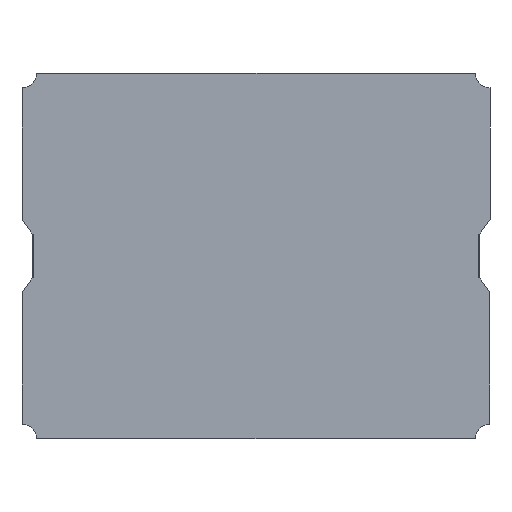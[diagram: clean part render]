
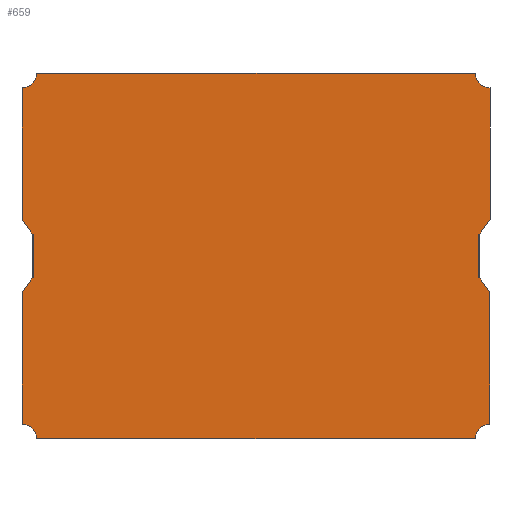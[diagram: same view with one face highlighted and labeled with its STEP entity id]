
A CAD part, front view. The second image highlights one B-rep face of the part: STEP entity #659.
In plain terms, the highlighted planar face has unit normal (0, -1, 0).
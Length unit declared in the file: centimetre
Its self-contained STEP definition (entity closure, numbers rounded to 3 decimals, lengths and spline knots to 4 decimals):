
#37=CIRCLE('',#701,0.01);
#38=CIRCLE('',#704,0.01);
#39=CIRCLE('',#707,0.01);
#40=CIRCLE('',#710,0.01);
#77=FACE_OUTER_BOUND('',#111,.T.);
#111=EDGE_LOOP('',(#580,#581,#582,#583,#584,#585,#586,#587,#588,#589,#590,
#591,#592,#593,#594,#595,#596,#597,#598,#599));
#115=LINE('',#899,#191);
#120=LINE('',#910,#196);
#122=LINE('',#913,#198);
#133=LINE('',#936,#209);
#138=LINE('',#947,#214);
#140=LINE('',#950,#216);
#149=LINE('',#969,#225);
#153=LINE('',#976,#229);
#156=LINE('',#982,#232);
#158=LINE('',#987,#234);
#160=LINE('',#991,#236);
#165=LINE('',#1000,#241);
#168=LINE('',#1006,#244);
#182=LINE('',#1059,#258);
#183=LINE('',#1064,#259);
#187=LINE('',#1073,#263);
#191=VECTOR('',#719,1.);
#196=VECTOR('',#728,1.);
#198=VECTOR('',#732,1.);
#209=VECTOR('',#747,1.);
#214=VECTOR('',#756,1.);
#216=VECTOR('',#760,1.);
#225=VECTOR('',#773,1.);
#229=VECTOR('',#779,1.);
#232=VECTOR('',#784,1.);
#234=VECTOR('',#788,1.);
#236=VECTOR('',#792,1.);
#241=VECTOR('',#799,1.);
#244=VECTOR('',#804,1.);
#258=VECTOR('',#866,1.);
#259=VECTOR('',#873,1.);
#263=VECTOR('',#883,1.);
#265=VERTEX_POINT('',#893);
#267=VERTEX_POINT('',#897);
#270=VERTEX_POINT('',#907);
#271=VERTEX_POINT('',#909);
#279=VERTEX_POINT('',#930);
#281=VERTEX_POINT('',#934);
#284=VERTEX_POINT('',#944);
#285=VERTEX_POINT('',#946);
#293=VERTEX_POINT('',#968);
#295=VERTEX_POINT('',#974);
#297=VERTEX_POINT('',#980);
#299=VERTEX_POINT('',#986);
#300=VERTEX_POINT('',#990);
#303=VERTEX_POINT('',#998);
#305=VERTEX_POINT('',#1004);
#319=VERTEX_POINT('',#1053);
#320=VERTEX_POINT('',#1057);
#321=VERTEX_POINT('',#1063);
#322=VERTEX_POINT('',#1067);
#323=VERTEX_POINT('',#1071);
#327=EDGE_CURVE('',#265,#267,#115,.T.);
#332=EDGE_CURVE('',#271,#270,#120,.T.);
#334=EDGE_CURVE('',#267,#271,#122,.T.);
#345=EDGE_CURVE('',#279,#281,#133,.T.);
#350=EDGE_CURVE('',#285,#284,#138,.T.);
#352=EDGE_CURVE('',#281,#285,#140,.T.);
#361=EDGE_CURVE('',#293,#265,#149,.T.);
#365=EDGE_CURVE('',#270,#295,#153,.T.);
#368=EDGE_CURVE('',#284,#297,#156,.T.);
#370=EDGE_CURVE('',#299,#279,#158,.T.);
#372=EDGE_CURVE('',#300,#293,#160,.T.);
#377=EDGE_CURVE('',#295,#303,#165,.T.);
#380=EDGE_CURVE('',#297,#305,#168,.T.);
#405=EDGE_CURVE('',#305,#319,#37,.T.);
#407=EDGE_CURVE('',#319,#320,#182,.T.);
#408=EDGE_CURVE('',#320,#300,#38,.T.);
#409=EDGE_CURVE('',#321,#299,#183,.T.);
#412=EDGE_CURVE('',#303,#322,#39,.T.);
#414=EDGE_CURVE('',#323,#322,#187,.T.);
#415=EDGE_CURVE('',#323,#321,#40,.T.);
#580=ORIENTED_EDGE('',*,*,#332,.T.);
#581=ORIENTED_EDGE('',*,*,#365,.T.);
#582=ORIENTED_EDGE('',*,*,#377,.T.);
#583=ORIENTED_EDGE('',*,*,#412,.T.);
#584=ORIENTED_EDGE('',*,*,#414,.F.);
#585=ORIENTED_EDGE('',*,*,#415,.T.);
#586=ORIENTED_EDGE('',*,*,#409,.T.);
#587=ORIENTED_EDGE('',*,*,#370,.T.);
#588=ORIENTED_EDGE('',*,*,#345,.T.);
#589=ORIENTED_EDGE('',*,*,#352,.T.);
#590=ORIENTED_EDGE('',*,*,#350,.T.);
#591=ORIENTED_EDGE('',*,*,#368,.T.);
#592=ORIENTED_EDGE('',*,*,#380,.T.);
#593=ORIENTED_EDGE('',*,*,#405,.T.);
#594=ORIENTED_EDGE('',*,*,#407,.T.);
#595=ORIENTED_EDGE('',*,*,#408,.T.);
#596=ORIENTED_EDGE('',*,*,#372,.T.);
#597=ORIENTED_EDGE('',*,*,#361,.T.);
#598=ORIENTED_EDGE('',*,*,#327,.T.);
#599=ORIENTED_EDGE('',*,*,#334,.T.);
#625=PLANE('',#711);
#659=ADVANCED_FACE('',(#77),#625,.F.);
#701=AXIS2_PLACEMENT_3D('',#1055,#861,#862);
#704=AXIS2_PLACEMENT_3D('',#1061,#869,#870);
#707=AXIS2_PLACEMENT_3D('',#1069,#878,#879);
#710=AXIS2_PLACEMENT_3D('',#1075,#886,#887);
#711=AXIS2_PLACEMENT_3D('',#1076,#888,#889);
#719=DIRECTION('',(1.,0.,0.));
#728=DIRECTION('',(-1.,0.,0.));
#732=DIRECTION('',(0.,0.,-1.));
#747=DIRECTION('',(-1.,0.,0.));
#756=DIRECTION('',(1.,0.,0.));
#760=DIRECTION('',(0.,0.,1.));
#773=DIRECTION('',(0.577,0.,-0.816));
#779=DIRECTION('',(-0.577,0.,-0.816));
#784=DIRECTION('',(0.577,0.,0.816));
#788=DIRECTION('',(-0.577,0.,0.816));
#792=DIRECTION('',(0.,0.,-1.));
#799=DIRECTION('',(0.,0.,-1.));
#804=DIRECTION('',(0.,0.,1.));
#861=DIRECTION('center_axis',(0.,1.,0.));
#862=DIRECTION('ref_axis',(0.,0.,-1.));
#866=DIRECTION('',(-1.,0.,0.));
#869=DIRECTION('center_axis',(0.,1.,0.));
#870=DIRECTION('ref_axis',(1.,0.,0.));
#873=DIRECTION('',(0.,0.,1.));
#878=DIRECTION('center_axis',(0.,1.,0.));
#879=DIRECTION('ref_axis',(0.,0.,1.));
#883=DIRECTION('',(-1.,0.,0.));
#886=DIRECTION('center_axis',(0.,1.,0.));
#887=DIRECTION('ref_axis',(-1.,0.,0.));
#888=DIRECTION('center_axis',(0.,1.,0.));
#889=DIRECTION('ref_axis',(1.,0.,0.));
#893=CARTESIAN_POINT('',(-0.1529,0.,0.015));
#897=CARTESIAN_POINT('',(-0.1519,0.,0.015));
#899=CARTESIAN_POINT('',(-0.0765,0.,0.015));
#907=CARTESIAN_POINT('',(-0.1529,0.,-0.015));
#909=CARTESIAN_POINT('',(-0.1519,0.,-0.015));
#910=CARTESIAN_POINT('',(-0.0765,0.,-0.015));
#913=CARTESIAN_POINT('',(-0.1519,0.,0.));
#930=CARTESIAN_POINT('',(0.1529,0.,-0.015));
#934=CARTESIAN_POINT('',(0.1519,0.,-0.015));
#936=CARTESIAN_POINT('',(0.0765,0.,-0.015));
#944=CARTESIAN_POINT('',(0.1529,0.,0.015));
#946=CARTESIAN_POINT('',(0.1519,0.,0.015));
#947=CARTESIAN_POINT('',(0.0765,0.,0.015));
#950=CARTESIAN_POINT('',(0.1519,0.,0.));
#968=CARTESIAN_POINT('',(-0.16,0.,0.025));
#969=CARTESIAN_POINT('',(-0.1239,0.,-0.026));
#974=CARTESIAN_POINT('',(-0.16,0.,-0.025));
#976=CARTESIAN_POINT('',(-0.1274,0.,0.021));
#980=CARTESIAN_POINT('',(0.16,0.,0.025));
#982=CARTESIAN_POINT('',(0.1274,0.,-0.021));
#986=CARTESIAN_POINT('',(0.16,0.,-0.025));
#987=CARTESIAN_POINT('',(0.1239,0.,0.026));
#990=CARTESIAN_POINT('',(-0.16,0.,0.115));
#991=CARTESIAN_POINT('',(-0.16,0.,0.115));
#998=CARTESIAN_POINT('',(-0.16,0.,-0.115));
#1000=CARTESIAN_POINT('',(-0.16,0.,0.115));
#1004=CARTESIAN_POINT('',(0.16,0.,0.115));
#1006=CARTESIAN_POINT('',(0.16,0.,-0.115));
#1053=CARTESIAN_POINT('',(0.15,0.,0.125));
#1055=CARTESIAN_POINT('Origin',(0.16,0.,0.125));
#1057=CARTESIAN_POINT('',(-0.15,0.,0.125));
#1059=CARTESIAN_POINT('',(0.15,0.,0.125));
#1061=CARTESIAN_POINT('Origin',(-0.16,0.,0.125));
#1063=CARTESIAN_POINT('',(0.16,0.,-0.115));
#1064=CARTESIAN_POINT('',(0.16,0.,-0.115));
#1067=CARTESIAN_POINT('',(-0.15,0.,-0.125));
#1069=CARTESIAN_POINT('Origin',(-0.16,0.,-0.125));
#1071=CARTESIAN_POINT('',(0.15,0.,-0.125));
#1073=CARTESIAN_POINT('',(0.15,0.,-0.125));
#1075=CARTESIAN_POINT('Origin',(0.16,0.,-0.125));
#1076=CARTESIAN_POINT('Origin',(0.,0.,0.));
